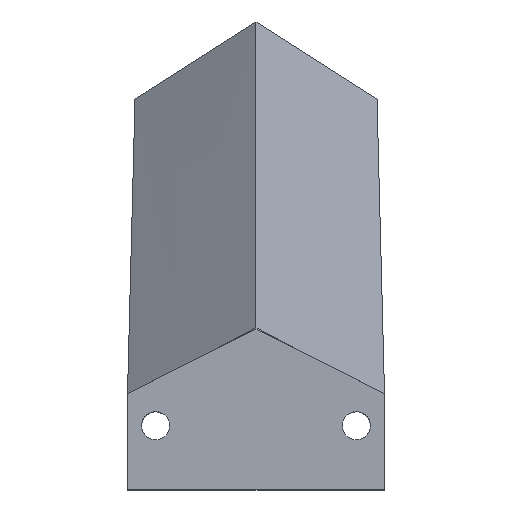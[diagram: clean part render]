
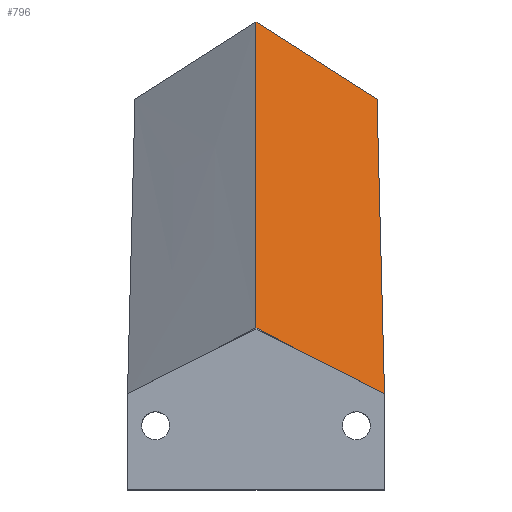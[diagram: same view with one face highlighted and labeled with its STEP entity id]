
A CAD part, top view. The second image highlights one B-rep face of the part: STEP entity #796.
In plain terms, the highlighted free-form (B-spline) face has degree [3, 3] with [4, 4] control points.
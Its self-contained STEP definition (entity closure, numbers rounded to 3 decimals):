
#95=LINE('',#1604,#166);
#104=LINE('',#1652,#175);
#107=LINE('',#1672,#178);
#166=VECTOR('',#974,10.);
#175=VECTOR('',#985,10.);
#178=VECTOR('',#988,110.018);
#226=FACE_OUTER_BOUND('',#271,.T.);
#271=EDGE_LOOP('',(#706,#707,#708,#709));
#325=B_SPLINE_CURVE_WITH_KNOTS('',3,(#1582,#1583,#1584,#1585,#1586,#1587,
#1588,#1589,#1590,#1591),.UNSPECIFIED.,.F.,.F.,(4,3,3,4),(-1.788,
-0.938,-0.06,0.),.UNSPECIFIED.);
#386=VERTEX_POINT('',#1580);
#387=VERTEX_POINT('',#1581);
#389=VERTEX_POINT('',#1603);
#392=VERTEX_POINT('',#1627);
#489=EDGE_CURVE('',#386,#387,#325,.T.);
#493=EDGE_CURVE('',#389,#386,#95,.T.);
#502=EDGE_CURVE('',#392,#389,#104,.T.);
#505=EDGE_CURVE('',#392,#387,#107,.T.);
#706=ORIENTED_EDGE('',*,*,#489,.T.);
#707=ORIENTED_EDGE('',*,*,#505,.F.);
#708=ORIENTED_EDGE('',*,*,#502,.T.);
#709=ORIENTED_EDGE('',*,*,#493,.T.);
#760=B_SPLINE_SURFACE_WITH_KNOTS('',3,3,((#1656,#1657,#1658,#1659),(#1660,
#1661,#1662,#1663),(#1664,#1665,#1666,#1667),(#1668,#1669,#1670,#1671)),
 .UNSPECIFIED.,.F.,.F.,.F.,(4,4),(4,4),(0.,1.),(0.,0.969),
 .UNSPECIFIED.);
#796=ADVANCED_FACE('',(#226),#760,.T.);
#974=DIRECTION('',(-0.009,0.359,-0.933));
#985=DIRECTION('',(0.871,-0.461,-0.168));
#988=DIRECTION('',(0.,0.359,-0.933));
#1580=CARTESIAN_POINT('',(15.061,44.782,-100.));
#1581=CARTESIAN_POINT('',(0.,54.423,-100.));
#1582=CARTESIAN_POINT('Ctrl Pts',(15.061,44.782,-100.));
#1583=CARTESIAN_POINT('Ctrl Pts',(12.674,46.307,-100.));
#1584=CARTESIAN_POINT('Ctrl Pts',(10.288,47.833,-100.));
#1585=CARTESIAN_POINT('Ctrl Pts',(7.902,49.36,-100.));
#1586=CARTESIAN_POINT('Ctrl Pts',(5.437,50.938,-100.));
#1587=CARTESIAN_POINT('Ctrl Pts',(2.972,52.517,-100.));
#1588=CARTESIAN_POINT('Ctrl Pts',(0.508,54.097,-100.));
#1589=CARTESIAN_POINT('Ctrl Pts',(0.339,54.206,-100.));
#1590=CARTESIAN_POINT('Ctrl Pts',(0.169,54.314,-100.));
#1591=CARTESIAN_POINT('Ctrl Pts',(0.,54.423,-100.));
#1603=CARTESIAN_POINT('',(16.,7.707,-3.58));
#1604=CARTESIAN_POINT('',(16.,7.707,-3.58));
#1627=CARTESIAN_POINT('',(0.,16.18,-0.496));
#1652=CARTESIAN_POINT('',(0.,16.18,-0.496));
#1656=CARTESIAN_POINT('Ctrl Pts',(0.,16.18,-0.496));
#1657=CARTESIAN_POINT('Ctrl Pts',(0.,28.928,-33.664));
#1658=CARTESIAN_POINT('Ctrl Pts',(0.,41.676,-66.832));
#1659=CARTESIAN_POINT('Ctrl Pts',(0.,54.423,-100.));
#1660=CARTESIAN_POINT('Ctrl Pts',(5.333,13.356,-1.524));
#1661=CARTESIAN_POINT('Ctrl Pts',(5.226,26.105,-34.691));
#1662=CARTESIAN_POINT('Ctrl Pts',(5.118,38.855,-67.859));
#1663=CARTESIAN_POINT('Ctrl Pts',(5.01,51.604,-101.026));
#1664=CARTESIAN_POINT('Ctrl Pts',(10.667,10.531,-2.552));
#1665=CARTESIAN_POINT('Ctrl Pts',(10.451,23.282,-35.719));
#1666=CARTESIAN_POINT('Ctrl Pts',(10.236,36.034,-68.885));
#1667=CARTESIAN_POINT('Ctrl Pts',(10.021,48.785,-102.052));
#1668=CARTESIAN_POINT('Ctrl Pts',(16.,7.707,-3.58));
#1669=CARTESIAN_POINT('Ctrl Pts',(15.677,20.46,-36.746));
#1670=CARTESIAN_POINT('Ctrl Pts',(15.354,33.212,-69.912));
#1671=CARTESIAN_POINT('Ctrl Pts',(15.031,45.965,-103.078));
#1672=CARTESIAN_POINT('',(0.,16.18,-0.496));
